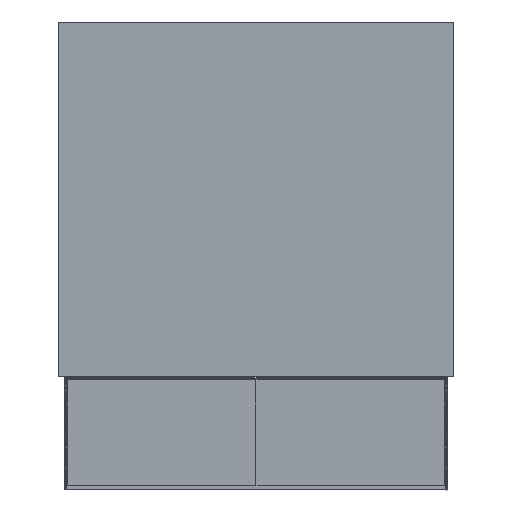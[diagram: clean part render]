
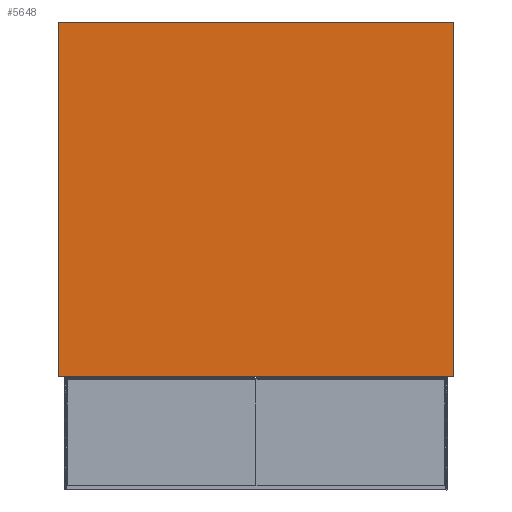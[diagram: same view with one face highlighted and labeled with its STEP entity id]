
A CAD part, front view. The second image highlights one B-rep face of the part: STEP entity #5648.
In plain terms, the highlighted planar face has unit normal (0, -1, 0).
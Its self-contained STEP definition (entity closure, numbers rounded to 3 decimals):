
#176 = EDGE_LOOP ( 'NONE', ( #8354, #5484, #6932, #5309 ) ) ;
#356 = VECTOR ( 'NONE', #753, 1000. ) ;
#435 = EDGE_CURVE ( 'NONE', #5781, #6241, #604, .T. ) ;
#500 = VECTOR ( 'NONE', #4899, 1000. ) ;
#604 = LINE ( 'NONE', #4578, #356 ) ;
#632 = VERTEX_POINT ( 'NONE', #4736 ) ;
#714 = AXIS2_PLACEMENT_3D ( 'NONE', #875, #6906, #9226 ) ;
#739 = LINE ( 'NONE', #4931, #500 ) ;
#753 = DIRECTION ( 'NONE',  ( -1., 0., 0. ) ) ;
#875 = CARTESIAN_POINT ( 'NONE',  ( 0., 0., 0. ) ) ;
#1048 = CARTESIAN_POINT ( 'NONE',  ( -387.5, 0., -347.5 ) ) ;
#1059 = EDGE_CURVE ( 'NONE', #632, #5781, #2006, .T. ) ;
#1101 = CARTESIAN_POINT ( 'NONE',  ( -387.5, 0., -347.5 ) ) ;
#1522 = LINE ( 'NONE', #1048, #6984 ) ;
#1541 = DIRECTION ( 'NONE',  ( 0., 0., -1. ) ) ;
#2006 = LINE ( 'NONE', #7439, #7576 ) ;
#4111 = CARTESIAN_POINT ( 'NONE',  ( 387.5, 0., -347.5 ) ) ;
#4194 = EDGE_CURVE ( 'NONE', #4712, #632, #739, .T. ) ;
#4578 = CARTESIAN_POINT ( 'NONE',  ( -387.5, 0., -347.5 ) ) ;
#4712 = VERTEX_POINT ( 'NONE', #4970 ) ;
#4736 = CARTESIAN_POINT ( 'NONE',  ( 387.5, 0., 347.5 ) ) ;
#4899 = DIRECTION ( 'NONE',  ( 1., 0., 0. ) ) ;
#4931 = CARTESIAN_POINT ( 'NONE',  ( -387.5, 0., 347.5 ) ) ;
#4970 = CARTESIAN_POINT ( 'NONE',  ( -387.5, 0., 347.5 ) ) ;
#5074 = EDGE_CURVE ( 'NONE', #6241, #4712, #1522, .T. ) ;
#5309 = ORIENTED_EDGE ( 'NONE', *, *, #435, .F. ) ;
#5415 = PLANE ( 'NONE',  #714 ) ;
#5484 = ORIENTED_EDGE ( 'NONE', *, *, #4194, .F. ) ;
#5552 = FACE_OUTER_BOUND ( 'NONE', #176, .T. ) ;
#5648 = ADVANCED_FACE ( 'NONE', ( #5552 ), #5415, .F. ) ;
#5781 = VERTEX_POINT ( 'NONE', #4111 ) ;
#6241 = VERTEX_POINT ( 'NONE', #1101 ) ;
#6906 = DIRECTION ( 'NONE',  ( 0., 1., 0. ) ) ;
#6932 = ORIENTED_EDGE ( 'NONE', *, *, #5074, .F. ) ;
#6984 = VECTOR ( 'NONE', #7774, 1000. ) ;
#7439 = CARTESIAN_POINT ( 'NONE',  ( 387.5, 0., -347.5 ) ) ;
#7576 = VECTOR ( 'NONE', #1541, 1000. ) ;
#7774 = DIRECTION ( 'NONE',  ( 0., 0., 1. ) ) ;
#8354 = ORIENTED_EDGE ( 'NONE', *, *, #1059, .F. ) ;
#9226 = DIRECTION ( 'NONE',  ( 0., 0., 1. ) ) ;
